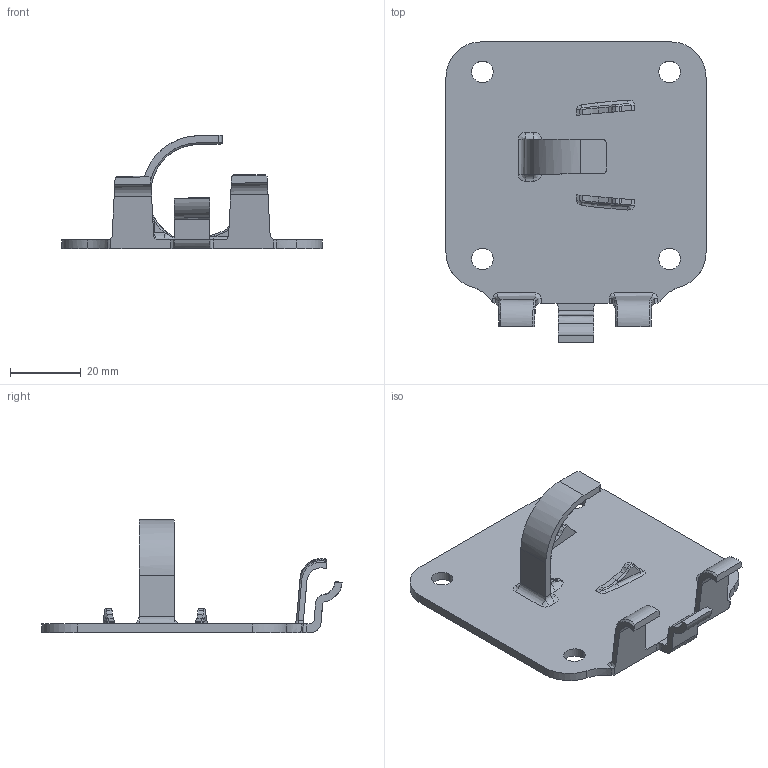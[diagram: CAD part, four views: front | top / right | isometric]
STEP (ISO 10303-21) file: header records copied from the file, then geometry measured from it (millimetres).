
FILE_DESCRIPTION(('CATIA V5 STEP','CAx-IF Rec.Pracs.--- Model Styling and Organization---1.5--- 2016-08-15','CAx-IF Rec.Pracs.---Supplemental Geometry---1.0---2011-11-01','CAx-IF Rec.Pracs.--- Composite Materials ---1.1---2010-07-15','CAx-IF Rec.Pracs.--- Geometric and Assembly Validation Properties ---3.1---2016-08-17'),'2;1');
FILE_NAME('DIGI_AUTO_FAB_FUNKDEMO_ROHRHALTER.stp','2024-02-01T12:13:07+00:00',('OpenDXM CA5 STEP'),('Dr. Ing. h.c. F. Porsche AG'),'CATIA Version 5-6 Release 2022 SP3 HF23','CATIA V5 STEP AP214 v2','geheim');
FILE_SCHEMA(('AUTOMOTIVE_DESIGN { 1 0 10303 214 1 1 1 1 }'));
Length unit declared in the file: millimetre
Products named in the file (1): DIGI_AUTO_FAB_FUNKDEMO_ROHRHALTER
Bounding box: 73.69 x 85.13 x 32.12 mm (x, y, z)
Volume: 15523.9 mm3; surface area: 13893.8 mm2
Topology: 1 solids, 1 shells, 161 faces, 410 edges, 253 vertices
Faces by surface type: cylinder 73, bspline 46, plane 40, extrusion 2
Entity records: 7959 total; most frequent: CARTESIAN_POINT 4628, ORIENTED_EDGE 816, DIRECTION 411, EDGE_CURVE 408, VERTEX_POINT 252, B_SPLINE_CURVE_WITH_KNOTS 193, EDGE_LOOP 172, VECTOR 169
